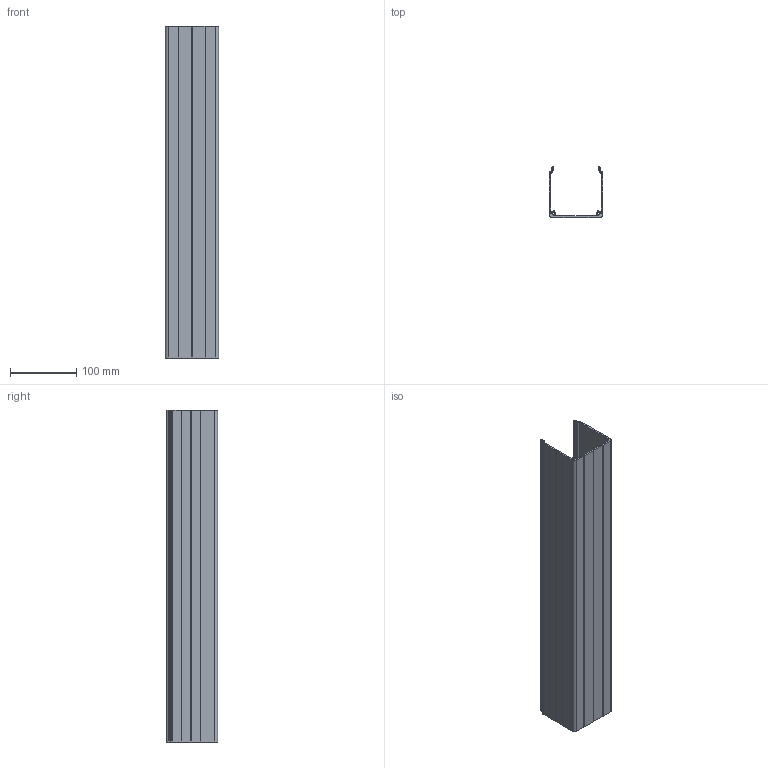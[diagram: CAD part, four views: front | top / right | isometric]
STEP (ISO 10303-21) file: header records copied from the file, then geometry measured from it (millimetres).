
FILE_DESCRIPTION (( 'STEP AP214' ), '1' );
FILE_NAME ('CONDUIT BASE 80X40.STEP', '2013-05-06T06:12:59', ( '' ), ( '' ), 'SwSTEP 2.0', 'SolidWorks 2011', '' );
FILE_SCHEMA (( 'AUTOMOTIVE_DESIGN' ));
Length unit declared in the file: millimetre
Products named in the file (1): M2-0697 KK8080
Bounding box: 80 x 77 x 500 mm (x, y, z)
Surface area: 258476.1 mm2 (no closed solid volume)
Topology: 0 solids, 2 shells, 199 faces, 782 edges, 586 vertices
Faces by surface type: cylinder 113, plane 86
Entity records: 8873 total; most frequent: CARTESIAN_POINT 2342, ORIENTED_EDGE 1370, DIRECTION 1301, EDGE_CURVE 782, VERTEX_POINT 586, VECTOR 449, LINE 449, AXIS2_PLACEMENT_3D 426
